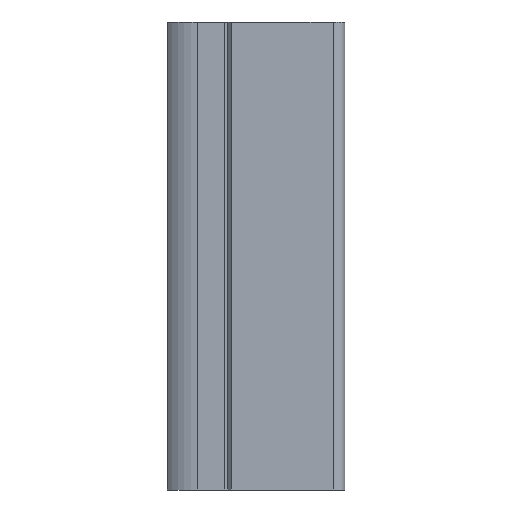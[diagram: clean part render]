
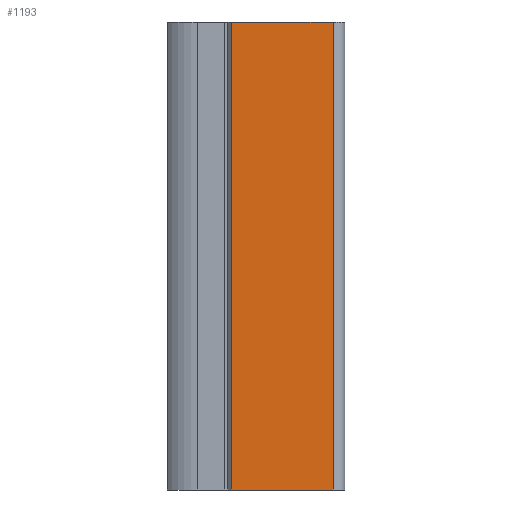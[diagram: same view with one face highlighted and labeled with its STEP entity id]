
A CAD part, left-side view. The second image highlights one B-rep face of the part: STEP entity #1193.
In plain terms, the highlighted planar face has unit normal (-1, 0, 0).
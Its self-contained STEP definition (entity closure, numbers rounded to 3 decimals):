
#1137=CARTESIAN_POINT('',(-63.396,24.293,0.0));
#1138=VERTEX_POINT('',#1137);
#1145=CARTESIAN_POINT('',(-63.396,24.293,100.0));
#1146=VERTEX_POINT('',#1145);
#1147=CARTESIAN_POINT('',(-63.396,24.293,0.0));
#1148=DIRECTION('',(0.0,0.0,1.0));
#1149=VECTOR('',#1148,100.0);
#1150=LINE('',#1147,#1149);
#1151=EDGE_CURVE('',#1138,#1146,#1150,.T.);
#1163=CARTESIAN_POINT('',(-63.396,24.293,0.0));
#1164=DIRECTION('',(-1.0,0.0,0.0));
#1165=DIRECTION('',(0.0,-1.0,0.0));
#1166=AXIS2_PLACEMENT_3D('',#1163,#1164,#1165);
#1167=PLANE('',#1166);
#1168=CARTESIAN_POINT('',(-63.396,2.5,0.0));
#1169=VERTEX_POINT('',#1168);
#1170=CARTESIAN_POINT('',(-63.396,24.293,0.0));
#1171=DIRECTION('',(0.0,-1.0,0.0));
#1172=VECTOR('',#1171,21.793);
#1173=LINE('',#1170,#1172);
#1174=EDGE_CURVE('',#1138,#1169,#1173,.T.);
#1175=ORIENTED_EDGE('',*,*,#1174,.T.);
#1176=CARTESIAN_POINT('',(-63.396,2.5,100.0));
#1177=VERTEX_POINT('',#1176);
#1178=CARTESIAN_POINT('',(-63.396,2.5,0.0));
#1179=DIRECTION('',(0.0,0.0,1.0));
#1180=VECTOR('',#1179,100.0);
#1181=LINE('',#1178,#1180);
#1182=EDGE_CURVE('',#1169,#1177,#1181,.T.);
#1183=ORIENTED_EDGE('',*,*,#1182,.T.);
#1184=CARTESIAN_POINT('',(-63.396,24.293,100.0));
#1185=DIRECTION('',(0.0,-1.0,0.0));
#1186=VECTOR('',#1185,21.793);
#1187=LINE('',#1184,#1186);
#1188=EDGE_CURVE('',#1146,#1177,#1187,.T.);
#1189=ORIENTED_EDGE('',*,*,#1188,.F.);
#1190=ORIENTED_EDGE('',*,*,#1151,.F.);
#1191=EDGE_LOOP('',(#1175,#1183,#1189,#1190));
#1192=FACE_OUTER_BOUND('',#1191,.T.);
#1193=ADVANCED_FACE('',(#1192),#1167,.T.);
